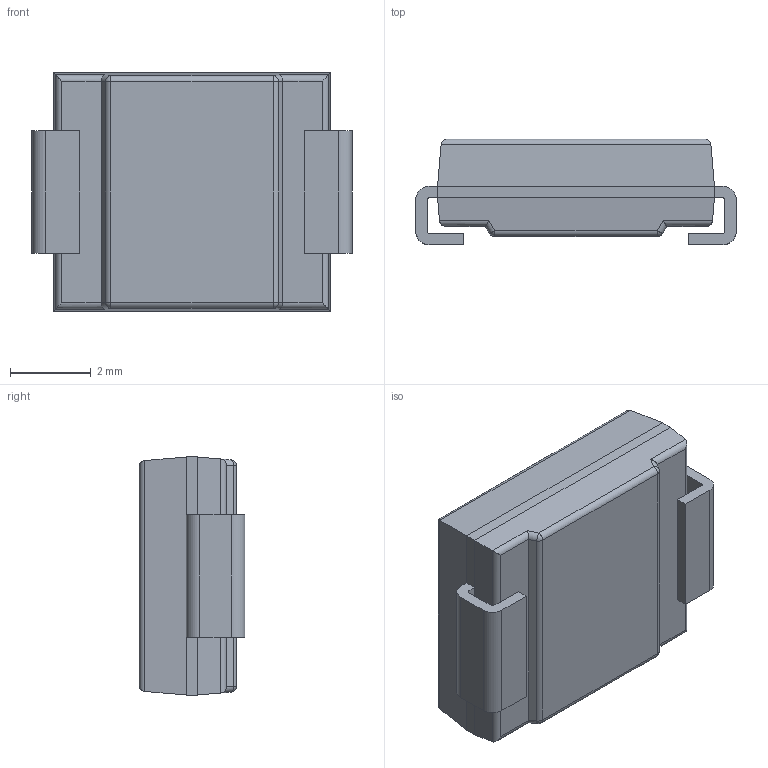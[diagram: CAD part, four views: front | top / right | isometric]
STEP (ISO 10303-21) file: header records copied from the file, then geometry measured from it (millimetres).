
FILE_DESCRIPTION (( 'STEP AP214' ), '1' );
FILE_NAME ('403AC.STEP', '2024-04-17T03:19:01', ( 'LENOVO' ), ( '' ), 'SwSTEP 2.0', 'SolidWorks 2021', '' );
FILE_SCHEMA (( 'AUTOMOTIVE_DESIGN' ));
Length unit declared in the file: inch
Products named in the file (2): 403AC_403AC; 403AC
Assembly tree (1 placements, depth 2):
  403AC
    403AC_403AC
Bounding box: 7.95 x 2.62 x 5.91 mm (x, y, z)
Volume: 95.9 mm3; surface area: 175 mm2
Topology: 4 solids, 4 shells, 80 faces, 188 edges, 112 vertices
Faces by surface type: plane 50, cylinder 26, sphere 4
Entity records: 2307 total; most frequent: CARTESIAN_POINT 428, ORIENTED_EDGE 368, DIRECTION 364, EDGE_CURVE 184, VECTOR 140, LINE 140, AXIS2_PLACEMENT_3D 112, VERTEX_POINT 112
